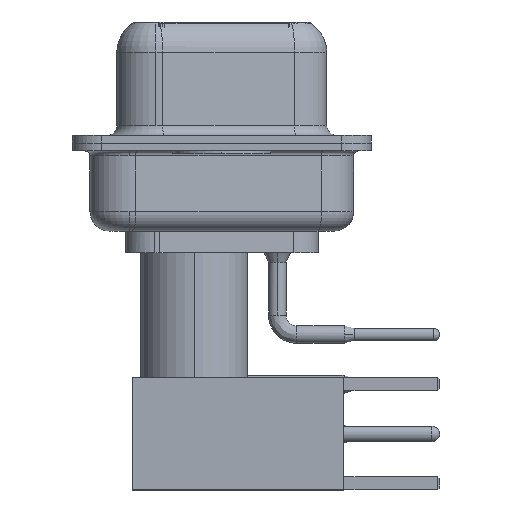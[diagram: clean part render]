
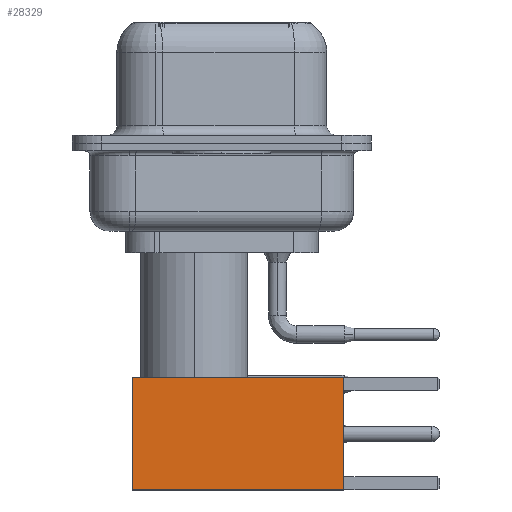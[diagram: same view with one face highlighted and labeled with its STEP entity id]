
A CAD part, left-side view. The second image highlights one B-rep face of the part: STEP entity #28329.
In plain terms, the highlighted face is planar.
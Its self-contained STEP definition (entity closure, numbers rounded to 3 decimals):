
#591 = FACE_OUTER_BOUND ( 'NONE', #30790, .T. ) ;
#2301 = LINE ( 'NONE', #18361, #8780 ) ;
#3432 = DIRECTION ( 'NONE',  ( 0., 1., 0. ) ) ;
#3880 = VECTOR ( 'NONE', #33996, 1000. ) ;
#3992 = CARTESIAN_POINT ( 'NONE',  ( 2.875, 2.875, 10.82 ) ) ;
#4795 = ORIENTED_EDGE ( 'NONE', *, *, #27944, .T. ) ;
#5686 = EDGE_CURVE ( 'NONE', #5874, #23763, #9675, .T. ) ;
#5874 = VERTEX_POINT ( 'NONE', #21432 ) ;
#7006 = CARTESIAN_POINT ( 'NONE',  ( 0., 2.875, 0. ) ) ;
#7188 = CARTESIAN_POINT ( 'NONE',  ( -2.875, 2.875, 0. ) ) ;
#8006 = VERTEX_POINT ( 'NONE', #3992 ) ;
#8780 = VECTOR ( 'NONE', #13346, 1000. ) ;
#9350 = CARTESIAN_POINT ( 'NONE',  ( 2.875, 2.875, 0. ) ) ;
#9510 = LINE ( 'NONE', #9698, #25791 ) ;
#9675 = LINE ( 'NONE', #7006, #34333 ) ;
#9698 = CARTESIAN_POINT ( 'NONE',  ( 0., 2.875, 10.82 ) ) ;
#11812 = PLANE ( 'NONE',  #21591 ) ;
#13346 = DIRECTION ( 'NONE',  ( 0., 0., -1. ) ) ;
#14364 = LINE ( 'NONE', #9350, #3880 ) ;
#17005 = DIRECTION ( 'NONE',  ( 0., 0., 1. ) ) ;
#17430 = CARTESIAN_POINT ( 'NONE',  ( -2.875, 2.875, 10.82 ) ) ;
#17744 = EDGE_CURVE ( 'NONE', #18039, #23763, #2301, .T. ) ;
#18039 = VERTEX_POINT ( 'NONE', #17430 ) ;
#18361 = CARTESIAN_POINT ( 'NONE',  ( -2.875, 2.875, 0. ) ) ;
#19854 = CARTESIAN_POINT ( 'NONE',  ( 2.875, 2.875, 0. ) ) ;
#20588 = DIRECTION ( 'NONE',  ( -1., 0., 0. ) ) ;
#21432 = CARTESIAN_POINT ( 'NONE',  ( 2.875, 2.875, 0. ) ) ;
#21591 = AXIS2_PLACEMENT_3D ( 'NONE', #19854, #3432, #17005 ) ;
#23763 = VERTEX_POINT ( 'NONE', #7188 ) ;
#25791 = VECTOR ( 'NONE', #20588, 1000. ) ;
#27677 = ORIENTED_EDGE ( 'NONE', *, *, #34245, .F. ) ;
#27944 = EDGE_CURVE ( 'NONE', #8006, #5874, #14364, .T. ) ;
#28329 = ADVANCED_FACE ( 'NONE', ( #591 ), #11812, .T. ) ;
#29903 = ORIENTED_EDGE ( 'NONE', *, *, #17744, .F. ) ;
#30790 = EDGE_LOOP ( 'NONE', ( #4795, #32587, #29903, #27677 ) ) ;
#32587 = ORIENTED_EDGE ( 'NONE', *, *, #5686, .T. ) ;
#33626 = DIRECTION ( 'NONE',  ( -1., 0., 0. ) ) ;
#33996 = DIRECTION ( 'NONE',  ( 0., 0., -1. ) ) ;
#34245 = EDGE_CURVE ( 'NONE', #8006, #18039, #9510, .T. ) ;
#34333 = VECTOR ( 'NONE', #33626, 1000. ) ;
